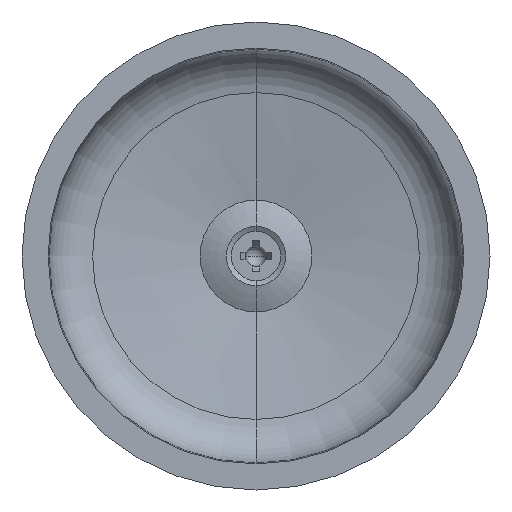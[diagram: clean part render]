
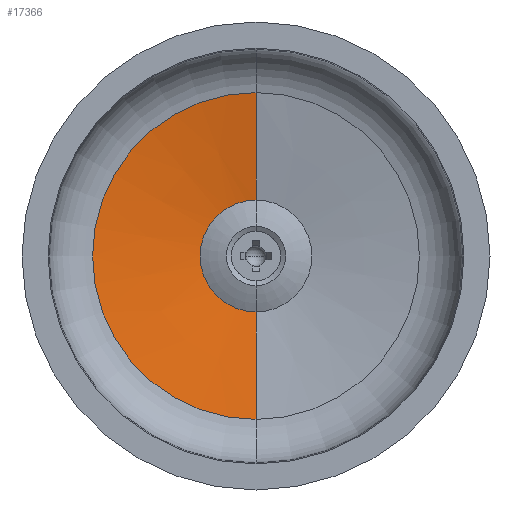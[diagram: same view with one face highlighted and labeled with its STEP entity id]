
A CAD part, front view. The second image highlights one B-rep face of the part: STEP entity #17366.
In plain terms, the highlighted conical face has half-angle 80.814 degrees and reference radius 31.43 mm.
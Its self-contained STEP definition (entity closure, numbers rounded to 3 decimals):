
#817 = EDGE_CURVE ( 'NONE', #18668, #18669, #6485, .T. ) ;
#819 = EDGE_CURVE ( 'NONE', #18673, #18671, #6487, .T. ) ;
#821 = EDGE_CURVE ( 'NONE', #18671, #18669, #5832, .T. ) ;
#823 = EDGE_CURVE ( 'NONE', #18673, #18668, #5838, .T. ) ;
#1212 = EDGE_LOOP ( 'NONE', ( #1566, #1563, #1562, #4187 ) ) ;
#1562 = ORIENTED_EDGE ( 'NONE', *, *, #817, .T. ) ;
#1563 = ORIENTED_EDGE ( 'NONE', *, *, #823, .T. ) ;
#1566 = ORIENTED_EDGE ( 'NONE', *, *, #819, .F. ) ;
#4187 = ORIENTED_EDGE ( 'NONE', *, *, #821, .F. ) ;
#5816 = CARTESIAN_POINT ( 'NONE',  ( 0., 11.874, 0. ) ) ;
#5820 = DIRECTION ( 'NONE',  ( 0., -1., 0. ) ) ;
#5821 = DIRECTION ( 'NONE',  ( 0., 0., -1. ) ) ;
#5825 = CARTESIAN_POINT ( 'NONE',  ( 0., 15.218, 0. ) ) ;
#5826 = DIRECTION ( 'NONE',  ( 0., -1., 0. ) ) ;
#5827 = DIRECTION ( 'NONE',  ( 0., 0., -1. ) ) ;
#5832 = LINE ( 'NONE', #5833, #16928 ) ;
#5833 = CARTESIAN_POINT ( 'NONE',  ( 0., 11.874, -31.43 ) ) ;
#5834 = DIRECTION ( 'NONE',  ( 0., -0.16, -0.987 ) ) ;
#5838 = LINE ( 'NONE', #5839, #16863 ) ;
#5839 = CARTESIAN_POINT ( 'NONE',  ( 0., 11.874, 31.43 ) ) ;
#5840 = DIRECTION ( 'NONE',  ( 0., -0.16, 0.987 ) ) ;
#6485 = CIRCLE ( 'NONE', #17017, 31.43 ) ;
#6487 = CIRCLE ( 'NONE', #16917, 10.75 ) ;
#12380 = CONICAL_SURFACE ( 'NONE', #13821, 31.43, 1.41 ) ;
#13193 = CARTESIAN_POINT ( 'NONE',  ( 0., 11.874, 0. ) ) ;
#13194 = DIRECTION ( 'NONE',  ( 0., -1., 0. ) ) ;
#13195 = DIRECTION ( 'NONE',  ( 0., 0., -1. ) ) ;
#13810 = FACE_OUTER_BOUND ( 'NONE', #1212, .T. ) ;
#13821 = AXIS2_PLACEMENT_3D ( 'NONE', #13193, #13194, #13195 ) ;
#14542 = CARTESIAN_POINT ( 'NONE',  ( 0., 11.874, 31.43 ) ) ;
#14543 = CARTESIAN_POINT ( 'NONE',  ( 0., 11.874, -31.43 ) ) ;
#14545 = CARTESIAN_POINT ( 'NONE',  ( 0., 15.218, -10.75 ) ) ;
#14547 = CARTESIAN_POINT ( 'NONE',  ( 0., 15.218, 10.75 ) ) ;
#16863 = VECTOR ( 'NONE', #5840, 1000. ) ;
#16917 = AXIS2_PLACEMENT_3D ( 'NONE', #5825, #5826, #5827 ) ;
#16928 = VECTOR ( 'NONE', #5834, 1000. ) ;
#17017 = AXIS2_PLACEMENT_3D ( 'NONE', #5816, #5820, #5821 ) ;
#17366 = ADVANCED_FACE ( 'NONE', ( #13810 ), #12380, .F. ) ;
#18668 = VERTEX_POINT ( 'NONE', #14542 ) ;
#18669 = VERTEX_POINT ( 'NONE', #14543 ) ;
#18671 = VERTEX_POINT ( 'NONE', #14545 ) ;
#18673 = VERTEX_POINT ( 'NONE', #14547 ) ;
